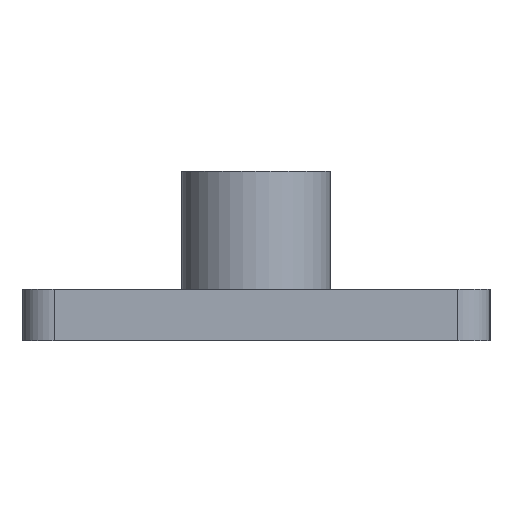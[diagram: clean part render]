
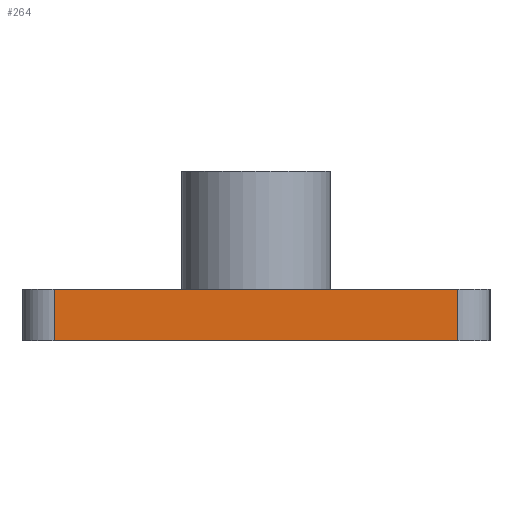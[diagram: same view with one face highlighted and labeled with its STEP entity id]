
A CAD part, left-side view. The second image highlights one B-rep face of the part: STEP entity #264.
In plain terms, the highlighted planar face has unit normal (-1, 0, 0).
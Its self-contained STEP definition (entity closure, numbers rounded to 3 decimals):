
#98=CARTESIAN_POINT('',(-94.825,7.85,2.));
#99=VERTEX_POINT('',#98);
#107=CARTESIAN_POINT('',(-94.825,-7.85,2.));
#108=VERTEX_POINT('',#107);
#109=CARTESIAN_POINT('',(-94.825,7.85,2.));
#110=DIRECTION('',(-0.,-1.,-0.));
#111=VECTOR('',#110,15.7);
#112=LINE('',#109,#111);
#113=EDGE_CURVE('',#99,#108,#112,.T.);
#177=CARTESIAN_POINT('',(-94.825,-7.85,-0.));
#178=VERTEX_POINT('',#177);
#186=CARTESIAN_POINT('',(-94.825,7.85,0.));
#187=VERTEX_POINT('',#186);
#188=CARTESIAN_POINT('',(-94.825,-7.85,-0.));
#189=DIRECTION('',(0.,1.,0.));
#190=VECTOR('',#189,15.7);
#191=LINE('',#188,#190);
#192=EDGE_CURVE('',#178,#187,#191,.T.);
#243=CARTESIAN_POINT('',(-94.825,-6.975,3.5));
#244=DIRECTION('',(-1.,0.,0.));
#245=DIRECTION('',(0.,1.,0.));
#246=AXIS2_PLACEMENT_3D('',#243,#244,#245);
#247=PLANE('',#246);
#248=ORIENTED_EDGE('',*,*,#113,.F.);
#249=CARTESIAN_POINT('',(-94.825,7.85,2.));
#250=DIRECTION('',(0.,0.,-1.));
#251=VECTOR('',#250,2.);
#252=LINE('',#249,#251);
#253=EDGE_CURVE('',#99,#187,#252,.T.);
#254=ORIENTED_EDGE('',*,*,#253,.T.);
#255=ORIENTED_EDGE('',*,*,#192,.F.);
#256=CARTESIAN_POINT('',(-94.825,-7.85,-0.));
#257=DIRECTION('',(-0.,-0.,1.));
#258=VECTOR('',#257,2.);
#259=LINE('',#256,#258);
#260=EDGE_CURVE('',#178,#108,#259,.T.);
#261=ORIENTED_EDGE('',*,*,#260,.T.);
#262=EDGE_LOOP('',(#248,#254,#255,#261));
#263=FACE_BOUND('',#262,.T.);
#264=ADVANCED_FACE('',(#263),#247,.T.);
